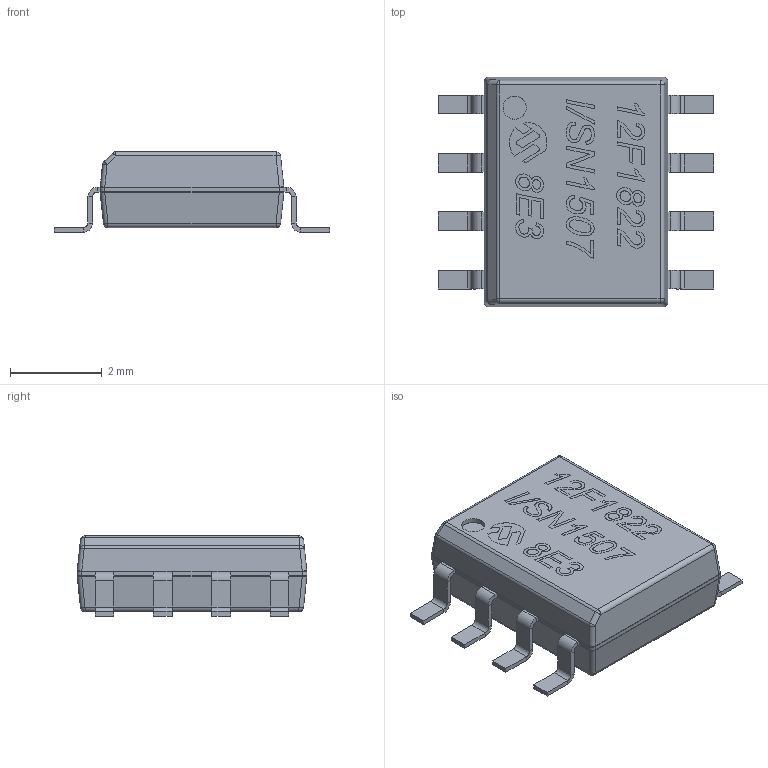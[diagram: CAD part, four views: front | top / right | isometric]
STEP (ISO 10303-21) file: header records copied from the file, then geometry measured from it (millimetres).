
FILE_DESCRIPTION (( 'STEP AP214' ), '1' );
FILE_NAME ('SN-SOIC127P600X175-8N.step', '2021-09-19T11:35:44', ( '' ), ( '' ), 'SwSTEP 2.0', 'SolidWorks 2021', '' );
FILE_SCHEMA (( 'AUTOMOTIVE_DESIGN' ));
Length unit declared in the file: millimetre
Products named in the file (6): Leader.step; SOIC127P600X175-8N.step; Open CASCADE STEP translator 6.8 5.1.step; Body.step; SN-SOIC127P600X175-8N; Open CASCADE STEP translator 6.8 5.2.1.step
Assembly tree (12 placements, depth 4):
  SN-SOIC127P600X175-8N
    SOIC127P600X175-8N.step
      Body.step
        Open CASCADE STEP translator 6.8 5.2.1.step
      Open CASCADE STEP translator 6.8 5.1.step
      Leader.step  x8
Bounding box: 6 x 5 x 1.75 mm (x, y, z)
Volume: 32.2 mm3; surface area: 79.8 mm2
Topology: 9 solids, 10 shells, 522 faces, 1243 edges, 766 vertices
Faces by surface type: plane 278, bspline 169, cylinder 65, sphere 10
Entity records: 21476 total; most frequent: CARTESIAN_POINT 10574, ORIENTED_EDGE 1868, DIRECTION 1055, EDGE_CURVE 935, VERTEX_POINT 598, LINE 537, VECTOR 537, EDGE_LOOP 394
